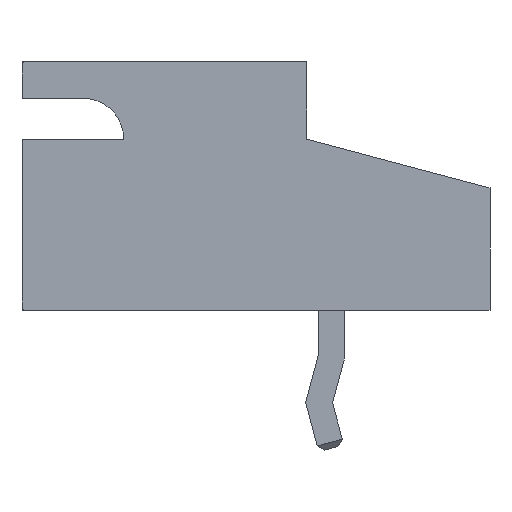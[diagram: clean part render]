
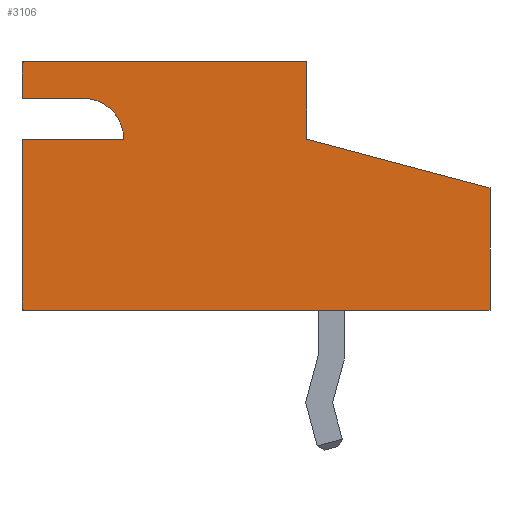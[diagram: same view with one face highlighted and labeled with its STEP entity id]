
A CAD part, left-side view. The second image highlights one B-rep face of the part: STEP entity #3106.
In plain terms, the highlighted planar face has unit normal (-1, 0, 0).
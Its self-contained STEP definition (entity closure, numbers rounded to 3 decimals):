
#208 = VERTEX_POINT ( 'NONE', #3538 ) ;
#258 = ORIENTED_EDGE ( 'NONE', *, *, #1385, .F. ) ;
#333 = DIRECTION ( 'NONE',  ( 0., -1., 0. ) ) ;
#349 = DIRECTION ( 'NONE',  ( 0., 1., 0. ) ) ;
#356 = LINE ( 'NONE', #4644, #4260 ) ;
#466 = LINE ( 'NONE', #2347, #4665 ) ;
#472 = DIRECTION ( 'NONE',  ( 0., 0., 1. ) ) ;
#676 = CARTESIAN_POINT ( 'NONE',  ( -3.7, 10., 5.2 ) ) ;
#688 = EDGE_CURVE ( 'NONE', #1496, #2733, #4088, .T. ) ;
#694 = LINE ( 'NONE', #676, #2584 ) ;
#804 = LINE ( 'NONE', #1561, #1277 ) ;
#842 = ORIENTED_EDGE ( 'NONE', *, *, #2612, .F. ) ;
#896 = CARTESIAN_POINT ( 'NONE',  ( -3.7, 0., 0. ) ) ;
#897 = VECTOR ( 'NONE', #472, 1000. ) ;
#907 = VECTOR ( 'NONE', #2167, 1000. ) ;
#927 = CARTESIAN_POINT ( 'NONE',  ( -3.7, 11.5, 4.2 ) ) ;
#977 = VERTEX_POINT ( 'NONE', #3936 ) ;
#1015 = CARTESIAN_POINT ( 'NONE',  ( -3.7, 11.5, 6.1 ) ) ;
#1116 = LINE ( 'NONE', #2348, #897 ) ;
#1163 = EDGE_CURVE ( 'NONE', #208, #4279, #694, .T. ) ;
#1192 = EDGE_CURVE ( 'NONE', #1958, #3434, #3338, .T. ) ;
#1253 = EDGE_CURVE ( 'NONE', #3434, #208, #4248, .T. ) ;
#1277 = VECTOR ( 'NONE', #2042, 1000. ) ;
#1354 = CARTESIAN_POINT ( 'NONE',  ( -3.7, 0., 0. ) ) ;
#1385 = EDGE_CURVE ( 'NONE', #2733, #4011, #466, .T. ) ;
#1492 = ORIENTED_EDGE ( 'NONE', *, *, #2930, .F. ) ;
#1496 = VERTEX_POINT ( 'NONE', #1946 ) ;
#1561 = CARTESIAN_POINT ( 'NONE',  ( -3.7, 4.5, 6.1 ) ) ;
#1702 = ORIENTED_EDGE ( 'NONE', *, *, #1163, .F. ) ;
#1721 = DIRECTION ( 'NONE',  ( -1., 0., 0. ) ) ;
#1876 = CARTESIAN_POINT ( 'NONE',  ( -3.7, 11.5, 0. ) ) ;
#1891 = VECTOR ( 'NONE', #3382, 1000. ) ;
#1903 = DIRECTION ( 'NONE',  ( 0., -0.966, -0.258 ) ) ;
#1915 = DIRECTION ( 'NONE',  ( 0., 0., 1. ) ) ;
#1946 = CARTESIAN_POINT ( 'NONE',  ( -3.7, 4.5, 4.2 ) ) ;
#1958 = VERTEX_POINT ( 'NONE', #927 ) ;
#1989 = EDGE_LOOP ( 'NONE', ( #258, #2927, #2159, #1492, #2451, #1702, #2901, #4754, #842, #2324 ) ) ;
#2042 = DIRECTION ( 'NONE',  ( 0., 0., -1. ) ) ;
#2159 = ORIENTED_EDGE ( 'NONE', *, *, #4594, .F. ) ;
#2167 = DIRECTION ( 'NONE',  ( 0., 1., 0. ) ) ;
#2175 = FACE_OUTER_BOUND ( 'NONE', #1989, .T. ) ;
#2189 = AXIS2_PLACEMENT_3D ( 'NONE', #4167, #4183, #1915 ) ;
#2324 = ORIENTED_EDGE ( 'NONE', *, *, #3723, .F. ) ;
#2347 = CARTESIAN_POINT ( 'NONE',  ( -3.7, 0., 3. ) ) ;
#2348 = CARTESIAN_POINT ( 'NONE',  ( -3.7, 11.5, 5.2 ) ) ;
#2393 = AXIS2_PLACEMENT_3D ( 'NONE', #3971, #1721, #4371 ) ;
#2403 = CARTESIAN_POINT ( 'NONE',  ( -3.7, 11.5, 0. ) ) ;
#2411 = DIRECTION ( 'NONE',  ( 0., -1., 0. ) ) ;
#2451 = ORIENTED_EDGE ( 'NONE', *, *, #4139, .F. ) ;
#2488 = CARTESIAN_POINT ( 'NONE',  ( -3.7, 9., 4.2 ) ) ;
#2584 = VECTOR ( 'NONE', #349, 1000. ) ;
#2612 = EDGE_CURVE ( 'NONE', #4649, #1958, #2887, .T. ) ;
#2661 = CARTESIAN_POINT ( 'NONE',  ( -3.7, 0., 3. ) ) ;
#2733 = VERTEX_POINT ( 'NONE', #2661 ) ;
#2887 = LINE ( 'NONE', #1876, #1891 ) ;
#2901 = ORIENTED_EDGE ( 'NONE', *, *, #1253, .F. ) ;
#2927 = ORIENTED_EDGE ( 'NONE', *, *, #688, .F. ) ;
#2930 = EDGE_CURVE ( 'NONE', #3739, #977, #356, .T. ) ;
#3106 = ADVANCED_FACE ( 'NONE', ( #2175 ), #3581, .T. ) ;
#3338 = LINE ( 'NONE', #4492, #4548 ) ;
#3382 = DIRECTION ( 'NONE',  ( 0., 0., 1. ) ) ;
#3434 = VERTEX_POINT ( 'NONE', #2488 ) ;
#3471 = DIRECTION ( 'NONE',  ( 0., 0., -1. ) ) ;
#3538 = CARTESIAN_POINT ( 'NONE',  ( -3.7, 10., 5.2 ) ) ;
#3581 = PLANE ( 'NONE',  #2393 ) ;
#3647 = CARTESIAN_POINT ( 'NONE',  ( -3.7, 4.5, 4.2 ) ) ;
#3723 = EDGE_CURVE ( 'NONE', #4011, #4649, #4855, .T. ) ;
#3739 = VERTEX_POINT ( 'NONE', #1015 ) ;
#3936 = CARTESIAN_POINT ( 'NONE',  ( -3.7, 4.5, 6.1 ) ) ;
#3971 = CARTESIAN_POINT ( 'NONE',  ( -3.7, 10., 4.2 ) ) ;
#4011 = VERTEX_POINT ( 'NONE', #896 ) ;
#4055 = CARTESIAN_POINT ( 'NONE',  ( -3.7, 11.5, 5.2 ) ) ;
#4088 = LINE ( 'NONE', #3647, #4567 ) ;
#4139 = EDGE_CURVE ( 'NONE', #4279, #3739, #1116, .T. ) ;
#4167 = CARTESIAN_POINT ( 'NONE',  ( -3.7, 10., 4.2 ) ) ;
#4183 = DIRECTION ( 'NONE',  ( -1., 0., 0. ) ) ;
#4248 = CIRCLE ( 'NONE', #2189, 1. ) ;
#4260 = VECTOR ( 'NONE', #2411, 1000. ) ;
#4279 = VERTEX_POINT ( 'NONE', #4055 ) ;
#4371 = DIRECTION ( 'NONE',  ( 0., 0., 1. ) ) ;
#4492 = CARTESIAN_POINT ( 'NONE',  ( -3.7, 11.5, 4.2 ) ) ;
#4548 = VECTOR ( 'NONE', #333, 1000. ) ;
#4567 = VECTOR ( 'NONE', #1903, 1000. ) ;
#4594 = EDGE_CURVE ( 'NONE', #977, #1496, #804, .T. ) ;
#4644 = CARTESIAN_POINT ( 'NONE',  ( -3.7, 11.5, 6.1 ) ) ;
#4649 = VERTEX_POINT ( 'NONE', #2403 ) ;
#4665 = VECTOR ( 'NONE', #3471, 1000. ) ;
#4754 = ORIENTED_EDGE ( 'NONE', *, *, #1192, .F. ) ;
#4855 = LINE ( 'NONE', #1354, #907 ) ;
